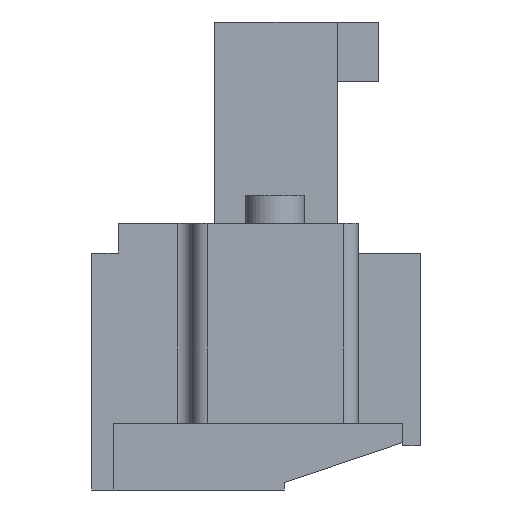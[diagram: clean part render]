
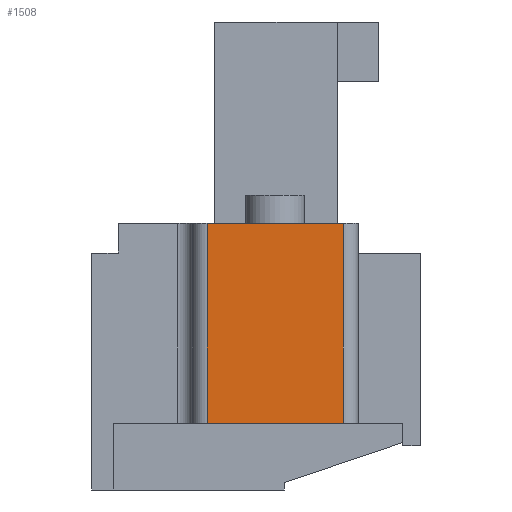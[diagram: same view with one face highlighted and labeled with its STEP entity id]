
A CAD part, left-side view. The second image highlights one B-rep face of the part: STEP entity #1508.
In plain terms, the highlighted planar face has unit normal (-1, 0, 0).
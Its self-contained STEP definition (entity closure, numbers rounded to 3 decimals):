
#1508 = ADVANCED_FACE( '', ( #3694 ), #3695, .T. );
#3694 = FACE_OUTER_BOUND( '', #6960, .T. );
#3695 = PLANE( '', #6961 );
#6960 = EDGE_LOOP( '', ( #10379, #10380, #10381, #10382 ) );
#6961 = AXIS2_PLACEMENT_3D( '', #10383, #10384, #10385 );
#10379 = ORIENTED_EDGE( '', *, *, #19452, .T. );
#10380 = ORIENTED_EDGE( '', *, *, #19453, .T. );
#10381 = ORIENTED_EDGE( '', *, *, #19454, .T. );
#10382 = ORIENTED_EDGE( '', *, *, #19455, .T. );
#10383 = CARTESIAN_POINT( '', ( -28.06, 0., 0. ) );
#10384 = DIRECTION( '', ( -1., 0., 0. ) );
#10385 = DIRECTION( '', ( 0., 0., 1. ) );
#19452 = EDGE_CURVE( '', #23175, #23176, #23177, .T. );
#19453 = EDGE_CURVE( '', #23176, #23178, #23179, .T. );
#19454 = EDGE_CURVE( '', #23178, #23180, #23181, .T. );
#19455 = EDGE_CURVE( '', #23180, #23175, #23182, .T. );
#23175 = VERTEX_POINT( '', #28634 );
#23176 = VERTEX_POINT( '', #28635 );
#23177 = LINE( '', #28636, #28637 );
#23178 = VERTEX_POINT( '', #28638 );
#23179 = LINE( '', #28639, #28640 );
#23180 = VERTEX_POINT( '', #28641 );
#23181 = LINE( '', #28642, #28643 );
#23182 = LINE( '', #28644, #28645 );
#28634 = CARTESIAN_POINT( '', ( -28.06, -3.55, 5. ) );
#28635 = CARTESIAN_POINT( '', ( -28.06, 1.05, 5. ) );
#28636 = CARTESIAN_POINT( '', ( -28.06, -4.05, 5. ) );
#28637 = VECTOR( '', #36209, 1000. );
#28638 = CARTESIAN_POINT( '', ( -28.06, 1.05, -1.75 ) );
#28639 = CARTESIAN_POINT( '', ( -28.06, 1.05, -1.75 ) );
#28640 = VECTOR( '', #36210, 1000. );
#28641 = CARTESIAN_POINT( '', ( -28.06, -3.55, -1.75 ) );
#28642 = CARTESIAN_POINT( '', ( -28.06, 1.55, -1.75 ) );
#28643 = VECTOR( '', #36211, 1000. );
#28644 = CARTESIAN_POINT( '', ( -28.06, -3.55, 5. ) );
#28645 = VECTOR( '', #36212, 1000. );
#36209 = DIRECTION( '', ( 0., 1., 0. ) );
#36210 = DIRECTION( '', ( 0., 0., -1. ) );
#36211 = DIRECTION( '', ( 0., -1., 0. ) );
#36212 = DIRECTION( '', ( 0., 0., 1. ) );
